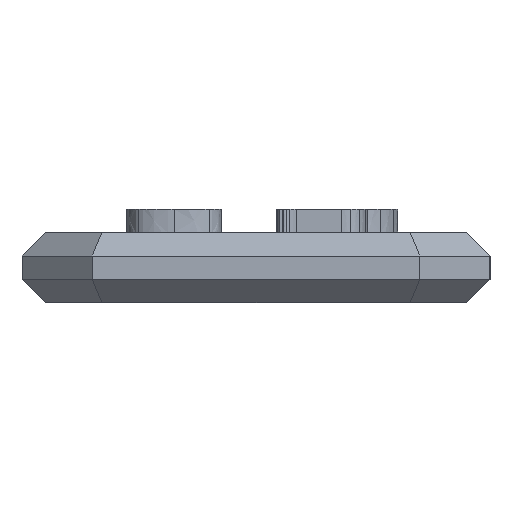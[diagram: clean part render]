
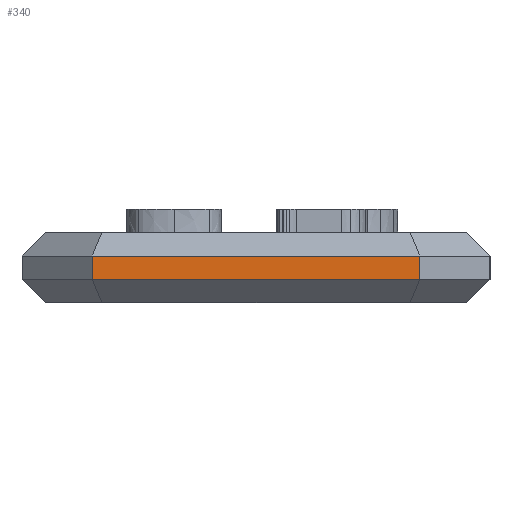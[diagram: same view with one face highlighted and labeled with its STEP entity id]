
A CAD part, left-side view. The second image highlights one B-rep face of the part: STEP entity #340.
In plain terms, the highlighted planar face has unit normal (-1, 0, 0).
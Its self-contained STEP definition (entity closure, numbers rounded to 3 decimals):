
#340=ADVANCED_FACE('',(#2355),#2357,.T.);
#2355=FACE_BOUND('',#2356,.T.);
#2356=EDGE_LOOP('',(#5250,#5251,#5252,#5253));
#2357=PLANE('',#2358);
#2358=AXIS2_PLACEMENT_3D('',#2359,#2360,#2361);
#2359=CARTESIAN_POINT('',(-30.,10.,0.));
#2360=DIRECTION('',(-1.,0.,0.));
#2361=DIRECTION('',(0.,-1.,0.));
#5250=ORIENTED_EDGE('',*,*,#6628,.T.);
#5251=ORIENTED_EDGE('',*,*,#7200,.T.);
#5252=ORIENTED_EDGE('',*,*,#6653,.F.);
#5253=ORIENTED_EDGE('',*,*,#7201,.F.);
#6628=EDGE_CURVE('',#8099,#8100,#8101,.T.);
#6653=EDGE_CURVE('',#8134,#8137,#8138,.T.);
#7200=EDGE_CURVE('',#8100,#8137,#8957,.T.);
#7201=EDGE_CURVE('',#8099,#8134,#8958,.T.);
#8099=VERTEX_POINT('',#10646);
#8100=VERTEX_POINT('',#10647);
#8101=LINE('',#10648,#10649);
#8134=VERTEX_POINT('',#10727);
#8137=VERTEX_POINT('',#10734);
#8138=LINE('',#10735,#10736);
#8957=LINE('',#12648,#12649);
#8958=LINE('',#12651,#12652);
#10646=CARTESIAN_POINT('',(-30.,7.,1.));
#10647=CARTESIAN_POINT('',(-30.,-7.,1.));
#10648=CARTESIAN_POINT('',(-30.,7.,1.));
#10649=VECTOR('',#10650,1.);
#10650=DIRECTION('',(0.,-1.,0.));
#10727=CARTESIAN_POINT('',(-30.,7.,2.));
#10734=CARTESIAN_POINT('',(-30.,-7.,2.));
#10735=CARTESIAN_POINT('',(-30.,7.,2.));
#10736=VECTOR('',#10737,1.);
#10737=DIRECTION('',(0.,-1.,0.));
#12648=CARTESIAN_POINT('',(-30.,-7.,1.));
#12649=VECTOR('',#12650,1.);
#12650=DIRECTION('',(0.,0.,1.));
#12651=CARTESIAN_POINT('',(-30.,7.,1.));
#12652=VECTOR('',#12653,1.);
#12653=DIRECTION('',(0.,0.,1.));
